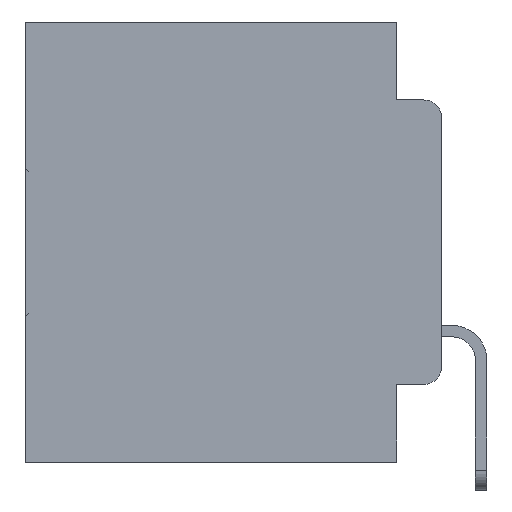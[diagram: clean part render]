
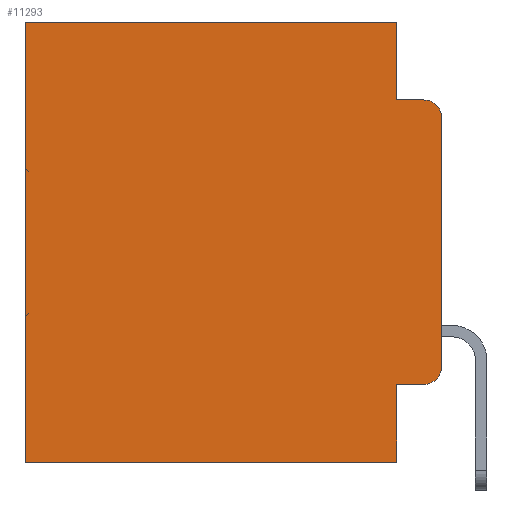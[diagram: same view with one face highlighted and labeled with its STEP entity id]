
A CAD part, left-side view. The second image highlights one B-rep face of the part: STEP entity #11293.
In plain terms, the highlighted planar face has unit normal (-1, 0, 0).
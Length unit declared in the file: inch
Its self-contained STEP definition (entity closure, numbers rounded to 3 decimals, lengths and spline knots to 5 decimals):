
#444 = AXIS2_PLACEMENT_3D ( 'NONE', #4421, #12144, #28962 ) ;
#992 = EDGE_CURVE ( 'NONE', #22076, #10404, #26921, .T. ) ;
#1537 = ORIENTED_EDGE ( 'NONE', *, *, #10552, .T. ) ;
#1559 = EDGE_CURVE ( 'NONE', #3206, #16266, #6176, .T. ) ;
#2450 = ORIENTED_EDGE ( 'NONE', *, *, #1559, .T. ) ;
#2753 = EDGE_LOOP ( 'NONE', ( #19347, #12092, #11993, #25099, #5615, #31283, #9406, #3314, #2450, #1537 ) ) ;
#3141 = CIRCLE ( 'NONE', #11186, 0.02 ) ;
#3206 = VERTEX_POINT ( 'NONE', #21418 ) ;
#3226 = DIRECTION ( 'NONE',  ( 0., 1., 0. ) ) ;
#3314 = ORIENTED_EDGE ( 'NONE', *, *, #10155, .F. ) ;
#3863 = VERTEX_POINT ( 'NONE', #18852 ) ;
#4039 = EDGE_CURVE ( 'NONE', #5358, #3863, #3141, .T. ) ;
#4421 = CARTESIAN_POINT ( 'NONE',  ( 0.298, 0., 0. ) ) ;
#4609 = DIRECTION ( 'NONE',  ( -1., 0., 0. ) ) ;
#4652 = CARTESIAN_POINT ( 'NONE',  ( 0.298, 0.473, 0. ) ) ;
#4946 = CARTESIAN_POINT ( 'NONE',  ( 0.298, 0., 0. ) ) ;
#5358 = VERTEX_POINT ( 'NONE', #10568 ) ;
#5555 = LINE ( 'NONE', #30047, #11578 ) ;
#5615 = ORIENTED_EDGE ( 'NONE', *, *, #20650, .T. ) ;
#6176 = LINE ( 'NONE', #28055, #12131 ) ;
#6399 = CARTESIAN_POINT ( 'NONE',  ( 0.298, 0., 0. ) ) ;
#6789 = VECTOR ( 'NONE', #18974, 39.37008 ) ;
#7571 = EDGE_CURVE ( 'NONE', #10646, #10938, #10393, .T. ) ;
#9406 = ORIENTED_EDGE ( 'NONE', *, *, #992, .F. ) ;
#9424 = AXIS2_PLACEMENT_3D ( 'NONE', #19683, #4609, #22066 ) ;
#9878 = CARTESIAN_POINT ( 'NONE',  ( 0.298, 0.051, -0.5 ) ) ;
#10082 = CARTESIAN_POINT ( 'NONE',  ( 0.298, 0., -0.3915 ) ) ;
#10155 = EDGE_CURVE ( 'NONE', #3206, #22076, #31991, .T. ) ;
#10393 = LINE ( 'NONE', #19759, #16180 ) ;
#10404 = VERTEX_POINT ( 'NONE', #28637 ) ;
#10552 = EDGE_CURVE ( 'NONE', #16266, #16056, #10963, .T. ) ;
#10568 = CARTESIAN_POINT ( 'NONE',  ( 0.298, 0., -0.1085 ) ) ;
#10646 = VERTEX_POINT ( 'NONE', #22363 ) ;
#10938 = VERTEX_POINT ( 'NONE', #27243 ) ;
#10958 = DIRECTION ( 'NONE',  ( 0., -1., 0. ) ) ;
#10963 = CIRCLE ( 'NONE', #9424, 0.02 ) ;
#11186 = AXIS2_PLACEMENT_3D ( 'NONE', #14494, #31212, #17010 ) ;
#11293 = ADVANCED_FACE ( 'NONE', ( #22204 ), #19508, .F. ) ;
#11578 = VECTOR ( 'NONE', #10958, 39.37008 ) ;
#11993 = ORIENTED_EDGE ( 'NONE', *, *, #19634, .F. ) ;
#12092 = ORIENTED_EDGE ( 'NONE', *, *, #4039, .T. ) ;
#12131 = VECTOR ( 'NONE', #21093, 39.37008 ) ;
#12144 = DIRECTION ( 'NONE',  ( 1., 0., 0. ) ) ;
#13451 = LINE ( 'NONE', #6399, #6789 ) ;
#14282 = CARTESIAN_POINT ( 'NONE',  ( 0.298, 0.473, 0. ) ) ;
#14494 = CARTESIAN_POINT ( 'NONE',  ( 0.298, 0.02, -0.1085 ) ) ;
#14777 = DIRECTION ( 'NONE',  ( 0., 0., -1. ) ) ;
#15867 = CARTESIAN_POINT ( 'NONE',  ( 0.298, 0., -0.5 ) ) ;
#16056 = VERTEX_POINT ( 'NONE', #10082 ) ;
#16180 = VECTOR ( 'NONE', #14777, 39.37008 ) ;
#16266 = VERTEX_POINT ( 'NONE', #28133 ) ;
#16796 = DIRECTION ( 'NONE',  ( 0., 0., -1. ) ) ;
#17010 = DIRECTION ( 'NONE',  ( 0., 0., -1. ) ) ;
#17382 = VECTOR ( 'NONE', #16796, 39.37008 ) ;
#18505 = CARTESIAN_POINT ( 'NONE',  ( 0.298, 0.051, 0. ) ) ;
#18852 = CARTESIAN_POINT ( 'NONE',  ( 0.298, 0.02, -0.0885 ) ) ;
#18974 = DIRECTION ( 'NONE',  ( 0., 0., -1. ) ) ;
#19204 = EDGE_CURVE ( 'NONE', #22065, #10404, #30744, .T. ) ;
#19347 = ORIENTED_EDGE ( 'NONE', *, *, #21826, .F. ) ;
#19508 = PLANE ( 'NONE',  #444 ) ;
#19634 = EDGE_CURVE ( 'NONE', #10938, #3863, #5555, .T. ) ;
#19683 = CARTESIAN_POINT ( 'NONE',  ( 0.298, 0.02, -0.3915 ) ) ;
#19759 = CARTESIAN_POINT ( 'NONE',  ( 0.298, 0.051, 0. ) ) ;
#20650 = EDGE_CURVE ( 'NONE', #10646, #22065, #26737, .T. ) ;
#20961 = DIRECTION ( 'NONE',  ( 0., 0., -1. ) ) ;
#21093 = DIRECTION ( 'NONE',  ( 0., -1., 0. ) ) ;
#21418 = CARTESIAN_POINT ( 'NONE',  ( 0.298, 0.051, -0.4115 ) ) ;
#21826 = EDGE_CURVE ( 'NONE', #5358, #16056, #13451, .T. ) ;
#22065 = VERTEX_POINT ( 'NONE', #4652 ) ;
#22066 = DIRECTION ( 'NONE',  ( 0., 0., -1. ) ) ;
#22076 = VERTEX_POINT ( 'NONE', #9878 ) ;
#22204 = FACE_OUTER_BOUND ( 'NONE', #2753, .T. ) ;
#22363 = CARTESIAN_POINT ( 'NONE',  ( 0.298, 0.051, 0. ) ) ;
#24741 = DIRECTION ( 'NONE',  ( 0., 1., 0. ) ) ;
#25099 = ORIENTED_EDGE ( 'NONE', *, *, #7571, .F. ) ;
#25253 = VECTOR ( 'NONE', #24741, 39.37008 ) ;
#26737 = LINE ( 'NONE', #4946, #25253 ) ;
#26921 = LINE ( 'NONE', #15867, #31687 ) ;
#27243 = CARTESIAN_POINT ( 'NONE',  ( 0.298, 0.051, -0.0885 ) ) ;
#28055 = CARTESIAN_POINT ( 'NONE',  ( 0.298, 0.051, -0.4115 ) ) ;
#28133 = CARTESIAN_POINT ( 'NONE',  ( 0.298, 0.02, -0.4115 ) ) ;
#28637 = CARTESIAN_POINT ( 'NONE',  ( 0.298, 0.473, -0.5 ) ) ;
#28962 = DIRECTION ( 'NONE',  ( 0., 0., -1. ) ) ;
#30047 = CARTESIAN_POINT ( 'NONE',  ( 0.298, 0.051, -0.0885 ) ) ;
#30744 = LINE ( 'NONE', #14282, #17382 ) ;
#31212 = DIRECTION ( 'NONE',  ( -1., 0., 0. ) ) ;
#31230 = VECTOR ( 'NONE', #20961, 39.37008 ) ;
#31283 = ORIENTED_EDGE ( 'NONE', *, *, #19204, .T. ) ;
#31687 = VECTOR ( 'NONE', #3226, 39.37008 ) ;
#31991 = LINE ( 'NONE', #18505, #31230 ) ;
